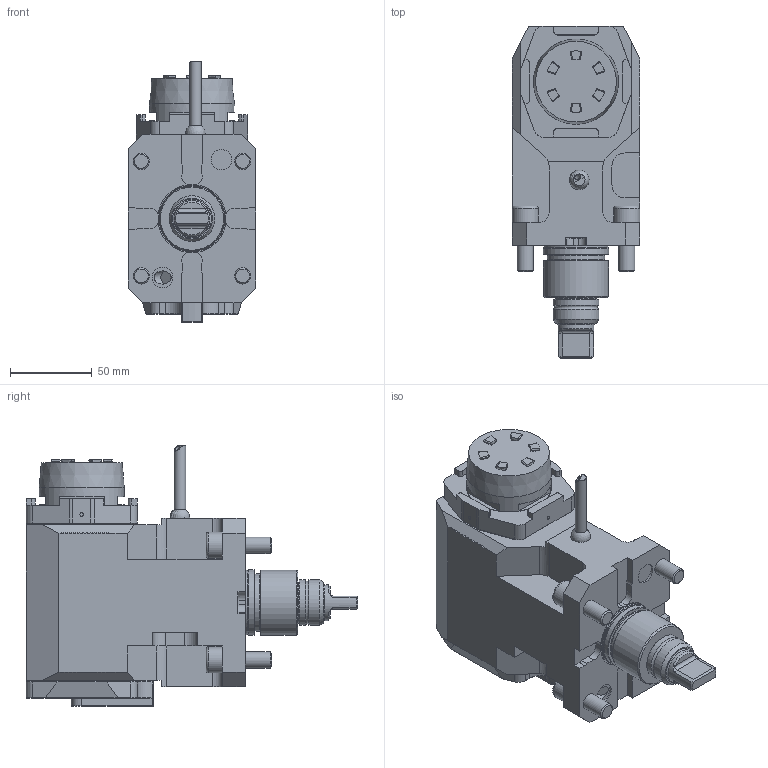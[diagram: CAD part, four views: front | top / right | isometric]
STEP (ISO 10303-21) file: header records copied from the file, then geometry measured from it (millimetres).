
FILE_DESCRIPTION (( 'STEP AP214' ), '1' );
FILE_NAME ('RRPPH32I331UNZ.STEP', '2026-02-03T12:43:27', ( '' ), ( '' ), 'SwSTEP 2.0', 'SolidWorks 2023', '' );
FILE_SCHEMA (( 'AUTOMOTIVE_DESIGN' ));
Length unit declared in the file: millimetre
Products named in the file (1): RRPPH32I331UNZ
Bounding box: 78 x 202.8 x 159.5 mm (x, y, z)
Volume: 1102208.3 mm3; surface area: 94260.7 mm2
Topology: 1 solids, 1 shells, 872 faces, 2263 edges, 1457 vertices
Faces by surface type: plane 587, cylinder 120, bspline 106, cone 45, torus 13, sphere 1
Full cylindrical faces by diameter (mm): 1.7 x1, 2.1 x1, 4 x1, 6.366 x1, 7 x1, 8.1 x1, 10 x4, 16 x4, 22 x1, 25 x1, 28 x2, 35 x1, 35.1 x1, 39.5 x1, 39.8 x1, 39.9 x1, 52 x1
Entity records: 34098 total; most frequent: CARTESIAN_POINT 10429, ORIENTED_EDGE 4384, DIRECTION 3766, EDGE_CURVE 2192, LINE 1582, VECTOR 1582, VERTEX_POINT 1438, AXIS2_PLACEMENT_3D 1092
